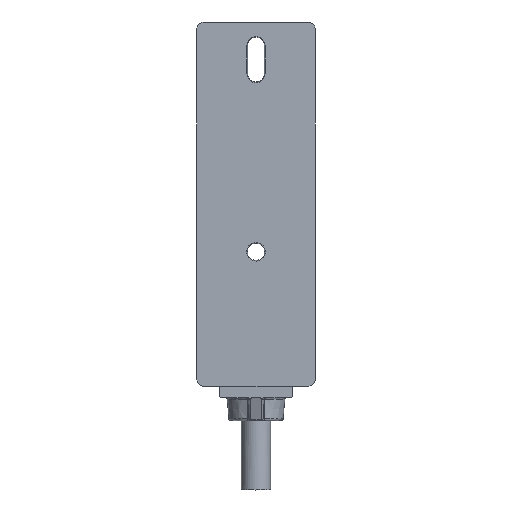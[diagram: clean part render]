
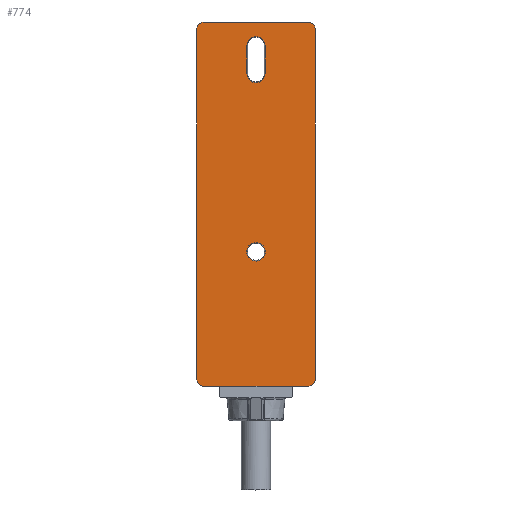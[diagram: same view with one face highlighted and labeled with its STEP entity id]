
A CAD part, top view. The second image highlights one B-rep face of the part: STEP entity #774.
In plain terms, the highlighted planar face has unit normal (0, 0, 1).
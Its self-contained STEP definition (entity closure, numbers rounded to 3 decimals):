
#774=ADVANCED_FACE('',(#1633,#1634,#1635),#1207,.F.);
#1207=PLANE('',#6504);
#1328=CIRCLE('',#6501,2.347);
#1329=CIRCLE('',#6502,2.347);
#1330=CIRCLE('',#6503,2.373);
#1633=FACE_BOUND('',#1828,.T.);
#1634=FACE_BOUND('',#1829,.T.);
#1635=FACE_BOUND('',#1830,.T.);
#1828=EDGE_LOOP('',(#2487,#2488,#2489,#2490,#2491,#2492,#2493,#2494,#2495,
#2496,#2497,#2498));
#1829=EDGE_LOOP('',(#2499,#2500,#2501,#2502));
#1830=EDGE_LOOP('',(#2503));
#2373=ELLIPSE('',#6497,2.001,2.);
#2374=ELLIPSE('',#6498,2.001,2.);
#2375=ELLIPSE('',#6499,2.001,2.);
#2376=ELLIPSE('',#6500,2.001,2.);
#2487=ORIENTED_EDGE('',*,*,#4823,.F.);
#2488=ORIENTED_EDGE('',*,*,#4824,.F.);
#2489=ORIENTED_EDGE('',*,*,#4825,.T.);
#2490=ORIENTED_EDGE('',*,*,#4826,.F.);
#2491=ORIENTED_EDGE('',*,*,#4827,.F.);
#2492=ORIENTED_EDGE('',*,*,#4828,.T.);
#2493=ORIENTED_EDGE('',*,*,#4829,.F.);
#2494=ORIENTED_EDGE('',*,*,#4830,.T.);
#2495=ORIENTED_EDGE('',*,*,#4831,.F.);
#2496=ORIENTED_EDGE('',*,*,#4832,.T.);
#2497=ORIENTED_EDGE('',*,*,#4833,.F.);
#2498=ORIENTED_EDGE('',*,*,#4834,.T.);
#2499=ORIENTED_EDGE('',*,*,#4835,.F.);
#2500=ORIENTED_EDGE('',*,*,#4836,.F.);
#2501=ORIENTED_EDGE('',*,*,#4837,.F.);
#2502=ORIENTED_EDGE('',*,*,#4838,.F.);
#2503=ORIENTED_EDGE('',*,*,#4839,.T.);
#4265=VERTEX_POINT('',#9251);
#4266=VERTEX_POINT('',#9252);
#4267=VERTEX_POINT('',#9254);
#4268=VERTEX_POINT('',#9256);
#4269=VERTEX_POINT('',#9258);
#4270=VERTEX_POINT('',#9260);
#4271=VERTEX_POINT('',#9262);
#4272=VERTEX_POINT('',#9264);
#4273=VERTEX_POINT('',#9266);
#4274=VERTEX_POINT('',#9268);
#4275=VERTEX_POINT('',#9270);
#4276=VERTEX_POINT('',#9272);
#4277=VERTEX_POINT('',#9275);
#4278=VERTEX_POINT('',#9276);
#4279=VERTEX_POINT('',#9278);
#4280=VERTEX_POINT('',#9280);
#4281=VERTEX_POINT('',#9283);
#4823=EDGE_CURVE('',#4265,#4266,#5712,.T.);
#4824=EDGE_CURVE('',#4267,#4265,#5713,.T.);
#4825=EDGE_CURVE('',#4267,#4268,#5714,.T.);
#4826=EDGE_CURVE('',#4269,#4268,#5715,.T.);
#4827=EDGE_CURVE('',#4270,#4269,#5716,.T.);
#4828=EDGE_CURVE('',#4270,#4271,#2373,.T.);
#4829=EDGE_CURVE('',#4272,#4271,#5717,.T.);
#4830=EDGE_CURVE('',#4272,#4273,#2374,.T.);
#4831=EDGE_CURVE('',#4274,#4273,#5718,.T.);
#4832=EDGE_CURVE('',#4274,#4275,#2375,.T.);
#4833=EDGE_CURVE('',#4276,#4275,#5719,.T.);
#4834=EDGE_CURVE('',#4276,#4266,#2376,.T.);
#4835=EDGE_CURVE('',#4277,#4278,#1328,.T.);
#4836=EDGE_CURVE('',#4279,#4277,#5720,.T.);
#4837=EDGE_CURVE('',#4280,#4279,#1329,.T.);
#4838=EDGE_CURVE('',#4278,#4280,#5721,.T.);
#4839=EDGE_CURVE('',#4281,#4281,#1330,.T.);
#5712=LINE('',#9250,#6104);
#5713=LINE('',#9253,#6105);
#5714=LINE('',#9255,#6106);
#5715=LINE('',#9257,#6107);
#5716=LINE('',#9259,#6108);
#5717=LINE('',#9263,#6109);
#5718=LINE('',#9267,#6110);
#5719=LINE('',#9271,#6111);
#5720=LINE('',#9277,#6112);
#5721=LINE('',#9281,#6113);
#6104=VECTOR('',#7285,1.);
#6105=VECTOR('',#7286,1.);
#6106=VECTOR('',#7287,1.);
#6107=VECTOR('',#7288,1.);
#6108=VECTOR('',#7289,1.);
#6109=VECTOR('',#7292,1.);
#6110=VECTOR('',#7295,1.);
#6111=VECTOR('',#7298,1.);
#6112=VECTOR('',#7303,1.);
#6113=VECTOR('',#7306,1.);
#6497=AXIS2_PLACEMENT_3D('',#9261,#7290,#7291);
#6498=AXIS2_PLACEMENT_3D('',#9265,#7293,#7294);
#6499=AXIS2_PLACEMENT_3D('',#9269,#7296,#7297);
#6500=AXIS2_PLACEMENT_3D('',#9273,#7299,#7300);
#6501=AXIS2_PLACEMENT_3D('',#9274,#7301,#7302);
#6502=AXIS2_PLACEMENT_3D('',#9279,#7304,#7305);
#6503=AXIS2_PLACEMENT_3D('',#9282,#7307,#7308);
#6504=AXIS2_PLACEMENT_3D('',#9284,#7309,#7310);
#7285=DIRECTION('',(-1.,0.,0.));
#7286=DIRECTION('',(0.001,1.,0.));
#7287=DIRECTION('',(1.,0.,0.));
#7288=DIRECTION('',(0.001,-1.,0.));
#7289=DIRECTION('',(-1.,0.,0.));
#7290=DIRECTION('',(0.,0.,1.));
#7291=DIRECTION('',(-0.707,0.707,0.));
#7292=DIRECTION('',(0.,-1.,0.));
#7293=DIRECTION('',(0.,0.,1.));
#7294=DIRECTION('',(-0.707,-0.707,0.));
#7295=DIRECTION('',(1.,0.,0.));
#7296=DIRECTION('',(0.,0.,1.));
#7297=DIRECTION('',(0.707,-0.707,0.));
#7298=DIRECTION('',(0.,1.,0.));
#7299=DIRECTION('',(0.,0.,1.));
#7300=DIRECTION('',(0.707,0.707,0.));
#7301=DIRECTION('',(0.,0.,1.));
#7302=DIRECTION('',(-1.,0.,0.));
#7303=DIRECTION('',(0.,1.,0.));
#7304=DIRECTION('',(0.,0.,1.));
#7305=DIRECTION('',(-1.,0.,0.));
#7306=DIRECTION('',(0.,-1.,0.));
#7307=DIRECTION('',(0.,0.,-1.));
#7308=DIRECTION('',(1.,0.,0.));
#7309=DIRECTION('',(0.,0.,-1.));
#7310=DIRECTION('',(-1.,0.,0.));
#9250=CARTESIAN_POINT('',(0.,-3.68,16.));
#9251=CARTESIAN_POINT('',(-24.4,-3.68,16.));
#9252=CARTESIAN_POINT('',(-28.28,-3.68,16.));
#9253=CARTESIAN_POINT('',(-24.399,-2.05,16.));
#9254=CARTESIAN_POINT('',(-24.4,-3.7,16.));
#9255=CARTESIAN_POINT('',(-5.6,-3.7,16.));
#9256=CARTESIAN_POINT('',(-5.6,-3.7,16.));
#9257=CARTESIAN_POINT('',(-5.601,-2.05,16.));
#9258=CARTESIAN_POINT('',(-5.6,-3.68,16.));
#9259=CARTESIAN_POINT('',(0.,-3.68,16.));
#9260=CARTESIAN_POINT('',(-1.72,-3.68,16.));
#9261=CARTESIAN_POINT('',(-1.721,-1.68,16.));
#9262=CARTESIAN_POINT('',(0.279,-1.68,16.));
#9263=CARTESIAN_POINT('',(0.279,0.,16.));
#9264=CARTESIAN_POINT('',(0.279,88.28,16.));
#9265=CARTESIAN_POINT('',(-1.721,88.279,16.));
#9266=CARTESIAN_POINT('',(-1.72,90.279,16.));
#9267=CARTESIAN_POINT('',(0.,90.279,16.));
#9268=CARTESIAN_POINT('',(-28.28,90.279,16.));
#9269=CARTESIAN_POINT('',(-28.279,88.279,16.));
#9270=CARTESIAN_POINT('',(-30.279,88.28,16.));
#9271=CARTESIAN_POINT('',(-30.279,0.,16.));
#9272=CARTESIAN_POINT('',(-30.279,-1.68,16.));
#9273=CARTESIAN_POINT('',(-28.279,-1.68,16.));
#9274=CARTESIAN_POINT('',(-15.,84.2,16.));
#9275=CARTESIAN_POINT('',(-12.653,84.2,16.));
#9276=CARTESIAN_POINT('',(-17.347,84.2,16.));
#9277=CARTESIAN_POINT('',(-12.653,84.2,16.));
#9278=CARTESIAN_POINT('',(-12.653,77.,16.));
#9279=CARTESIAN_POINT('',(-15.,77.,16.));
#9280=CARTESIAN_POINT('',(-17.347,77.,16.));
#9281=CARTESIAN_POINT('',(-17.347,84.2,16.));
#9282=CARTESIAN_POINT('',(-15.,31.,16.));
#9283=CARTESIAN_POINT('',(-12.627,31.,16.));
#9284=CARTESIAN_POINT('',(0.,0.,16.));
